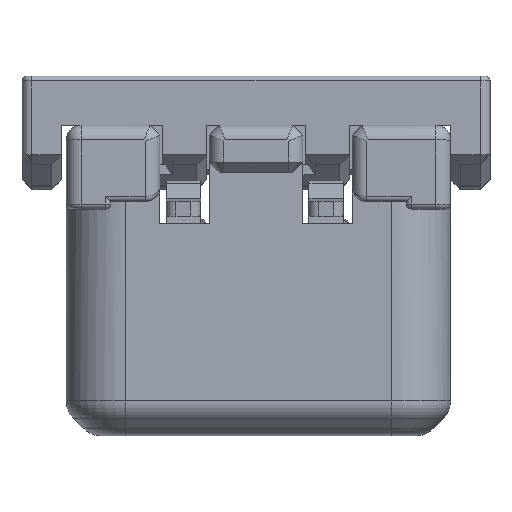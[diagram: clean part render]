
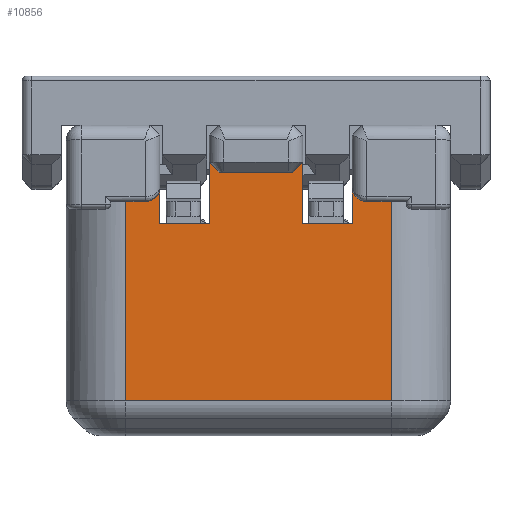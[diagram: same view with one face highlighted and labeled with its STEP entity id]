
A CAD part, top view. The second image highlights one B-rep face of the part: STEP entity #10856.
In plain terms, the highlighted face is planar.
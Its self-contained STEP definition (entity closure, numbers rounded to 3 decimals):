
#148 = VERTEX_POINT ( 'NONE', #24364 ) ;
#671 = ORIENTED_EDGE ( 'NONE', *, *, #15724, .F. ) ;
#677 = VERTEX_POINT ( 'NONE', #6453 ) ;
#1124 = VERTEX_POINT ( 'NONE', #26293 ) ;
#1470 = CARTESIAN_POINT ( 'NONE',  ( 1.3, -2.6, 4.75 ) ) ;
#1579 = VECTOR ( 'NONE', #14105, 1000. ) ;
#1591 = ORIENTED_EDGE ( 'NONE', *, *, #3107, .F. ) ;
#1686 = ORIENTED_EDGE ( 'NONE', *, *, #16413, .T. ) ;
#1944 = FACE_OUTER_BOUND ( 'NONE', #22014, .T. ) ;
#2205 = EDGE_CURVE ( 'NONE', #20356, #4560, #11510, .T. ) ;
#2586 = LINE ( 'NONE', #12819, #20774 ) ;
#2663 = ORIENTED_EDGE ( 'NONE', *, *, #8791, .T. ) ;
#2830 = CARTESIAN_POINT ( 'NONE',  ( -3.2, -2.6, 5.05 ) ) ;
#2965 = DIRECTION ( 'NONE',  ( -1., 0., 0. ) ) ;
#3007 = LINE ( 'NONE', #7904, #23755 ) ;
#3040 = VECTOR ( 'NONE', #24233, 1000. ) ;
#3054 = CARTESIAN_POINT ( 'NONE',  ( -1.9, -2.6, 5.55 ) ) ;
#3107 = EDGE_CURVE ( 'NONE', #15528, #4560, #14041, .T. ) ;
#3168 = LINE ( 'NONE', #5365, #21821 ) ;
#3404 = CARTESIAN_POINT ( 'NONE',  ( -3.2, -2.6, 4.75 ) ) ;
#3667 = VERTEX_POINT ( 'NONE', #19599 ) ;
#4339 = ORIENTED_EDGE ( 'NONE', *, *, #24235, .T. ) ;
#4560 = VERTEX_POINT ( 'NONE', #3404 ) ;
#4872 = LINE ( 'NONE', #7074, #6587 ) ;
#5221 = VERTEX_POINT ( 'NONE', #17390 ) ;
#5365 = CARTESIAN_POINT ( 'NONE',  ( 2.1, -2.6, 4.75 ) ) ;
#5462 = CARTESIAN_POINT ( 'NONE',  ( -1.9, -2.6, 5.35 ) ) ;
#6003 = CARTESIAN_POINT ( 'NONE',  ( 0., -2.6, 4.3 ) ) ;
#6453 = CARTESIAN_POINT ( 'NONE',  ( -2.9, -2.6, 4.3 ) ) ;
#6463 = VERTEX_POINT ( 'NONE', #16121 ) ;
#6587 = VECTOR ( 'NONE', #22168, 1000. ) ;
#6873 = EDGE_CURVE ( 'NONE', #8732, #1124, #24143, .T. ) ;
#6874 = LINE ( 'NONE', #14774, #11787 ) ;
#7074 = CARTESIAN_POINT ( 'NONE',  ( 1., -2.6, 4.3 ) ) ;
#7419 = EDGE_CURVE ( 'NONE', #3667, #24131, #6874, .T. ) ;
#7499 = VECTOR ( 'NONE', #22440, 1000. ) ;
#7510 = EDGE_CURVE ( 'NONE', #9247, #11608, #3168, .T. ) ;
#7621 = VECTOR ( 'NONE', #21192, 1000. ) ;
#7904 = CARTESIAN_POINT ( 'NONE',  ( 0.4, -2.6, 3.25 ) ) ;
#8426 = LINE ( 'NONE', #20985, #17665 ) ;
#8732 = VERTEX_POINT ( 'NONE', #11066 ) ;
#8782 = DIRECTION ( 'NONE',  ( 0., 0., 1. ) ) ;
#8791 = EDGE_CURVE ( 'NONE', #15528, #148, #15554, .T. ) ;
#9247 = VERTEX_POINT ( 'NONE', #9909 ) ;
#9640 = CARTESIAN_POINT ( 'NONE',  ( 1., -2.6, 4.3 ) ) ;
#9892 = CARTESIAN_POINT ( 'NONE',  ( -3.6, -2.6, 4.75 ) ) ;
#9909 = CARTESIAN_POINT ( 'NONE',  ( 1.8, -2.6, 4.75 ) ) ;
#9931 = EDGE_CURVE ( 'NONE', #8732, #24131, #3007, .T. ) ;
#9973 = CARTESIAN_POINT ( 'NONE',  ( 1.9, -2.6, 4.75 ) ) ;
#10040 = AXIS2_PLACEMENT_3D ( 'NONE', #24371, #23103, #21059 ) ;
#10089 = EDGE_CURVE ( 'NONE', #148, #10947, #8426, .T. ) ;
#10458 = CIRCLE ( 'NONE', #10040, 0.3 ) ;
#10856 = ADVANCED_FACE ( 'NONE', ( #1944 ), #20513, .F. ) ;
#10947 = VERTEX_POINT ( 'NONE', #16811 ) ;
#11066 = CARTESIAN_POINT ( 'NONE',  ( -1.7, -2.6, 5.35 ) ) ;
#11351 = DIRECTION ( 'NONE',  ( -0.707, 0., 0.707 ) ) ;
#11476 = DIRECTION ( 'NONE',  ( 0., 0., -1. ) ) ;
#11510 = CIRCLE ( 'NONE', #22407, 0.3 ) ;
#11608 = VERTEX_POINT ( 'NONE', #1470 ) ;
#11732 = DIRECTION ( 'NONE',  ( 1., 0., 0. ) ) ;
#11787 = VECTOR ( 'NONE', #8782, 1000. ) ;
#12222 = CARTESIAN_POINT ( 'NONE',  ( 1.8, -2.6, 4.6 ) ) ;
#12725 = VECTOR ( 'NONE', #11476, 1000. ) ;
#12819 = CARTESIAN_POINT ( 'NONE',  ( 0.55, -2.6, 6.1 ) ) ;
#13291 = ORIENTED_EDGE ( 'NONE', *, *, #2205, .T. ) ;
#13356 = CARTESIAN_POINT ( 'NONE',  ( -3.6, -2.6, 0. ) ) ;
#14041 = LINE ( 'NONE', #9973, #23780 ) ;
#14105 = DIRECTION ( 'NONE',  ( 0., 0., -1. ) ) ;
#14581 = ORIENTED_EDGE ( 'NONE', *, *, #7419, .F. ) ;
#14774 = CARTESIAN_POINT ( 'NONE',  ( -1.9, -2.6, 4.3 ) ) ;
#15514 = EDGE_CURVE ( 'NONE', #19395, #6463, #4872, .T. ) ;
#15528 = VERTEX_POINT ( 'NONE', #9892 ) ;
#15554 = LINE ( 'NONE', #13356, #12725 ) ;
#15645 = CARTESIAN_POINT ( 'NONE',  ( 0., -2.6, 4.3 ) ) ;
#15724 = EDGE_CURVE ( 'NONE', #20356, #677, #25555, .T. ) ;
#16014 = LINE ( 'NONE', #18074, #1579 ) ;
#16121 = CARTESIAN_POINT ( 'NONE',  ( 1., -2.6, 5.05 ) ) ;
#16222 = DIRECTION ( 'NONE',  ( -1., 0., 0. ) ) ;
#16236 = EDGE_CURVE ( 'NONE', #5221, #1124, #2586, .T. ) ;
#16246 = ORIENTED_EDGE ( 'NONE', *, *, #6873, .F. ) ;
#16413 = EDGE_CURVE ( 'NONE', #19395, #26384, #22376, .T. ) ;
#16743 = EDGE_CURVE ( 'NONE', #5221, #26384, #16014, .T. ) ;
#16811 = CARTESIAN_POINT ( 'NONE',  ( 1.8, -2.6, 0.707 ) ) ;
#17267 = ORIENTED_EDGE ( 'NONE', *, *, #7510, .T. ) ;
#17390 = CARTESIAN_POINT ( 'NONE',  ( 0., -2.6, 5.55 ) ) ;
#17665 = VECTOR ( 'NONE', #20710, 1000. ) ;
#17880 = CARTESIAN_POINT ( 'NONE',  ( -2.9, -2.6, 5.05 ) ) ;
#18074 = CARTESIAN_POINT ( 'NONE',  ( 0., -2.6, 4.3 ) ) ;
#18248 = ORIENTED_EDGE ( 'NONE', *, *, #10089, .T. ) ;
#18349 = AXIS2_PLACEMENT_3D ( 'NONE', #22436, #26661, #24610 ) ;
#19044 = ORIENTED_EDGE ( 'NONE', *, *, #9931, .T. ) ;
#19275 = CARTESIAN_POINT ( 'NONE',  ( -2.9, -2.6, 4.3 ) ) ;
#19296 = ORIENTED_EDGE ( 'NONE', *, *, #16743, .F. ) ;
#19395 = VERTEX_POINT ( 'NONE', #9640 ) ;
#19599 = CARTESIAN_POINT ( 'NONE',  ( -1.9, -2.6, 4.3 ) ) ;
#19605 = ORIENTED_EDGE ( 'NONE', *, *, #16236, .T. ) ;
#20356 = VERTEX_POINT ( 'NONE', #17880 ) ;
#20513 = PLANE ( 'NONE',  #18349 ) ;
#20516 = LINE ( 'NONE', #24474, #7499 ) ;
#20710 = DIRECTION ( 'NONE',  ( 1., 0., 0. ) ) ;
#20774 = VECTOR ( 'NONE', #25650, 1000. ) ;
#20937 = ORIENTED_EDGE ( 'NONE', *, *, #22222, .T. ) ;
#20985 = CARTESIAN_POINT ( 'NONE',  ( 1.8, -2.6, 0.707 ) ) ;
#21059 = DIRECTION ( 'NONE',  ( -1., 0., 0. ) ) ;
#21192 = DIRECTION ( 'NONE',  ( 0., 0., -1. ) ) ;
#21409 = VECTOR ( 'NONE', #11732, 1000. ) ;
#21821 = VECTOR ( 'NONE', #25695, 1000. ) ;
#21934 = ORIENTED_EDGE ( 'NONE', *, *, #22173, .T. ) ;
#22014 = EDGE_LOOP ( 'NONE', ( #2663, #18248, #21934, #17267, #20937, #22789, #1686, #19296, #19605, #16246, #19044, #14581, #4339, #671, #13291, #1591 ) ) ;
#22168 = DIRECTION ( 'NONE',  ( 0., 0., 1. ) ) ;
#22173 = EDGE_CURVE ( 'NONE', #10947, #9247, #26428, .T. ) ;
#22222 = EDGE_CURVE ( 'NONE', #11608, #6463, #10458, .T. ) ;
#22376 = LINE ( 'NONE', #6003, #25252 ) ;
#22391 = DIRECTION ( 'NONE',  ( 1., 0., 0. ) ) ;
#22407 = AXIS2_PLACEMENT_3D ( 'NONE', #2830, #23716, #2965 ) ;
#22436 = CARTESIAN_POINT ( 'NONE',  ( 1.9, -2.6, 4.75 ) ) ;
#22440 = DIRECTION ( 'NONE',  ( -1., 0., 0. ) ) ;
#22789 = ORIENTED_EDGE ( 'NONE', *, *, #15514, .F. ) ;
#23103 = DIRECTION ( 'NONE',  ( 0., 1., 0. ) ) ;
#23716 = DIRECTION ( 'NONE',  ( 0., 1., 0. ) ) ;
#23755 = VECTOR ( 'NONE', #11351, 1000. ) ;
#23780 = VECTOR ( 'NONE', #22391, 1000. ) ;
#24131 = VERTEX_POINT ( 'NONE', #3054 ) ;
#24143 = LINE ( 'NONE', #5462, #21409 ) ;
#24233 = DIRECTION ( 'NONE',  ( 0., 0., 1. ) ) ;
#24235 = EDGE_CURVE ( 'NONE', #3667, #677, #20516, .T. ) ;
#24364 = CARTESIAN_POINT ( 'NONE',  ( -3.6, -2.6, 0.707 ) ) ;
#24371 = CARTESIAN_POINT ( 'NONE',  ( 1.3, -2.6, 5.05 ) ) ;
#24474 = CARTESIAN_POINT ( 'NONE',  ( -2.9, -2.6, 4.3 ) ) ;
#24610 = DIRECTION ( 'NONE',  ( -1., 0., 0. ) ) ;
#25252 = VECTOR ( 'NONE', #16222, 1000. ) ;
#25555 = LINE ( 'NONE', #19275, #7621 ) ;
#25650 = DIRECTION ( 'NONE',  ( -0.707, 0., -0.707 ) ) ;
#25695 = DIRECTION ( 'NONE',  ( -1., 0., 0. ) ) ;
#26293 = CARTESIAN_POINT ( 'NONE',  ( -0.2, -2.6, 5.35 ) ) ;
#26384 = VERTEX_POINT ( 'NONE', #15645 ) ;
#26428 = LINE ( 'NONE', #12222, #3040 ) ;
#26661 = DIRECTION ( 'NONE',  ( 0., 1., 0. ) ) ;
